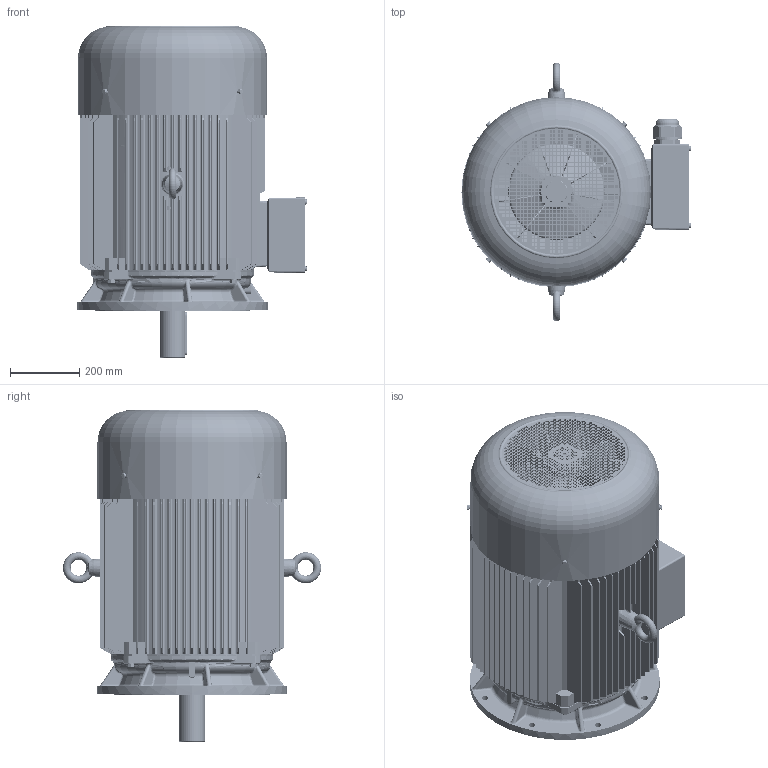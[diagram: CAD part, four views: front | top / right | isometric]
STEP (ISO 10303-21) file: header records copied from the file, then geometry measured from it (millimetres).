
FILE_DESCRIPTION(/* description */ (''),/* implementation_level */ '2;1');
FILE_NAME(/* name */ 'JM3-280S-4.6.8-B5.stp',/* time_stamp */ '2016-07-01T15:12:54+08:00',/* author */ (''),/* organization */ (''),/* preprocessor_version */ 'ST-DEVELOPER v15',/* originating_system */ 'SIEMENS PLM Software NX 8.5',/* authorisation */ '');
FILE_SCHEMA (('AUTOMOTIVE_DESIGN { 1 0 10303 214 3 1 1 1 }'));
Length unit declared in the file: millimetre
Products named in the file (1): pc0534AA92lz6y
Bounding box: 662.73 x 747 x 960.49 mm (x, y, z)
Volume: 38340815.7 mm3; surface area: 7675025.2 mm2
Topology: 59 solids, 59 shells, 6854 faces, 18912 edges, 12313 vertices
Faces by surface type: plane 4647, cylinder 1071, bspline 486, cone 314, torus 295, sphere 40, extrusion 1
Full cylindrical faces by diameter (mm): 7.188 x4, 8 x8, 8.4 x4, 9.026 x8, 10 x8, 10.863 x8, 11.2 x8, 11.5 x1, 12 x18, 12.6 x8, 16 x4, 20 x1, 43.312 x2, 51.188 x4, 61.031 x12, 63 x4, 64.969 x12, 67.922 x2, 68 x1, 83.672 x2, 85 x4, 88 x2, 110 x4, 180 x2, 235 x4, 270 x1, 437 x1, 440 x1, 447 x1, 453 x1
Entity records: 250533 total; most frequent: CARTESIAN_POINT 73622, ORIENTED_EDGE 36912, DIRECTION 32062, EDGE_CURVE 18456, VECTOR 13364, LINE 13363, VERTEX_POINT 12180, AXIS2_PLACEMENT_3D 9349
